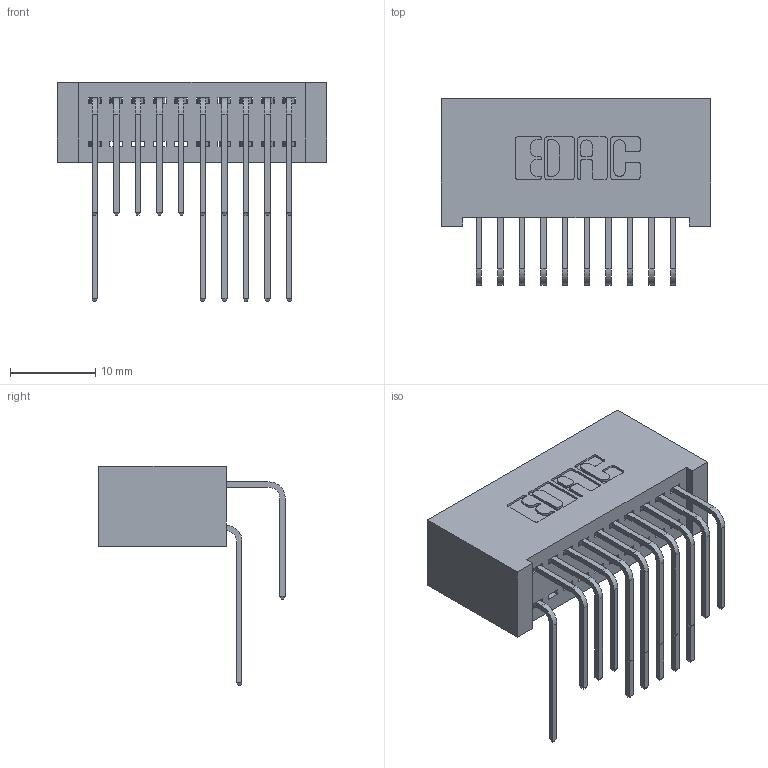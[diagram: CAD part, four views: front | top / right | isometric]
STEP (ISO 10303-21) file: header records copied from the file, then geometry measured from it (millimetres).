
FILE_DESCRIPTION (( 'STEP AP203' ), '1' );
FILE_NAME ('392-020-558-201.STEP', '2018-08-15T07:14:00', ( '' ), ( '' ), 'SwSTEP 2.0', 'SolidWorks 2016', '' );
FILE_SCHEMA (( 'CONFIG_CONTROL_DESIGN' ));
Length unit declared in the file: inch
Products named in the file (4): 342 Part_Lugless; 345-292-001_558 559 Tail - 1; 345-292-001_558 Tail - 2; 392-020-558-201
Assembly tree (17 placements, depth 2):
  392-020-558-201
    342 Part_Lugless
    345-292-001_558 559 Tail - 1  x6
    345-292-001_558 Tail - 2  x10
Bounding box: 31.65 x 21.91 x 25.78 mm (x, y, z)
Volume: 3188 mm3; surface area: 5065.5 mm2
Topology: 17 solids, 17 shells, 990 faces, 2935 edges, 1934 vertices
Faces by surface type: plane 694, cylinder 296
Entity records: 11819 total; most frequent: CARTESIAN_POINT 2061, ORIENTED_EDGE 1950, DIRECTION 1787, EDGE_CURVE 975, VECTOR 815, LINE 815, VERTEX_POINT 646, AXIS2_PLACEMENT_3D 486
